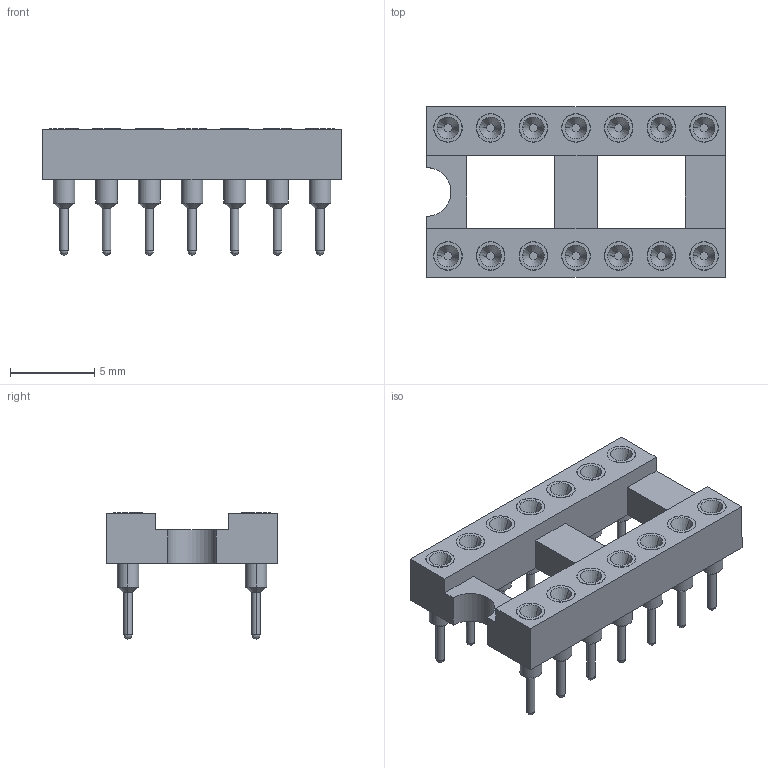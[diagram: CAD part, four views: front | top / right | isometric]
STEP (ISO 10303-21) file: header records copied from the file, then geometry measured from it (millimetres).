
FILE_DESCRIPTION (( 'STEP AP214' ), '1' );
FILE_NAME ('User Library-14pin 0.3inch 2.54mm IC DIP Socket Round Hole.STEP', '2018-06-24T11:08:23', ( '' ), ( '' ), 'SwSTEP 2.0', 'SolidWorks 2018', '' );
FILE_SCHEMA (( 'AUTOMOTIVE_DESIGN' ));
Length unit declared in the file: millimetre
Products named in the file (1): User Library-14pin 0.3inch 2.54mm IC DIP Socket Round Hole
Bounding box: 17.78 x 10.16 x 7.51 mm (x, y, z)
Volume: 389 mm3; surface area: 1130.4 mm2
Topology: 1 solids, 1 shells, 312 faces, 670 edges, 400 vertices
Faces by surface type: cylinder 169, plane 73, cone 56, bspline 14
Entity records: 10960 total; most frequent: DIRECTION 1606, CARTESIAN_POINT 1565, ORIENTED_EDGE 1284, AXIS2_PLACEMENT_3D 665, EDGE_CURVE 642, VERTEX_POINT 400, EDGE_LOOP 384, CIRCLE 366
